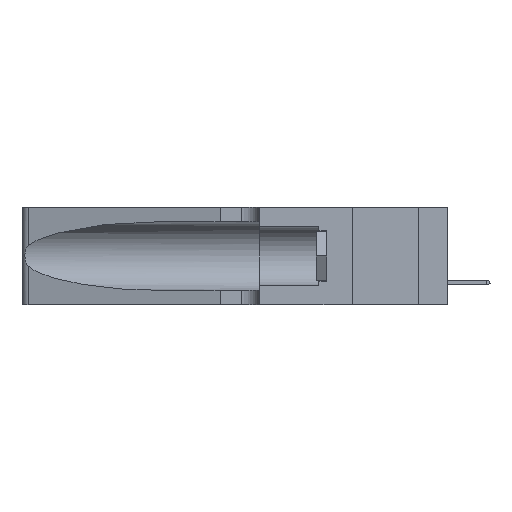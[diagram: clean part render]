
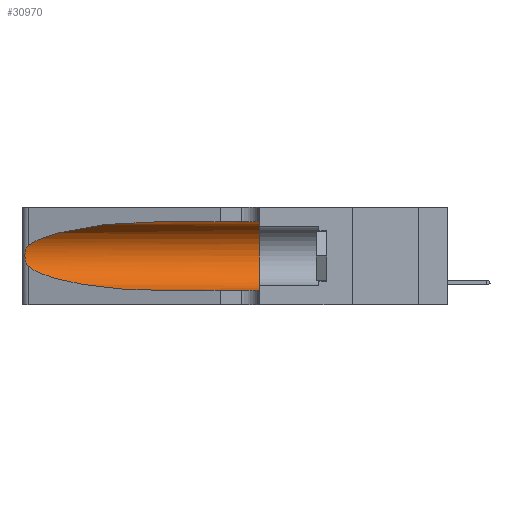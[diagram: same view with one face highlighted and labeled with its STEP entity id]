
A CAD part, left-side view. The second image highlights one B-rep face of the part: STEP entity #30970.
In plain terms, the highlighted cylindrical face has radius 3.308 mm (diameter 6.617 mm), a partial arc.
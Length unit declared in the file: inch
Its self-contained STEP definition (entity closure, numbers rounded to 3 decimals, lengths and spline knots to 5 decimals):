
#103 = CARTESIAN_POINT ( 'NONE',  ( 0.2373, 1.15595, 0.08982 ) ) ;
#145 = AXIS2_PLACEMENT_3D ( 'NONE', #1102, #29546, #9615 ) ;
#249 = VERTEX_POINT ( 'NONE', #2316 ) ;
#713 = CARTESIAN_POINT ( 'NONE',  ( 0.1305, 1.61858, 0.185 ) ) ;
#1102 = CARTESIAN_POINT ( 'NONE',  ( 0.1305, 0.35, 0.185 ) ) ;
#1888 = CARTESIAN_POINT ( 'NONE',  ( 0.1305, 1.61858, 0.31525 ) ) ;
#2150 = CARTESIAN_POINT ( 'NONE',  ( 0.25487, 1.22718, 0.22369 ) ) ;
#2316 = CARTESIAN_POINT ( 'NONE',  ( 0.1305, 0.35, 0.05475 ) ) ;
#2551 = VECTOR ( 'NONE', #4751, 39.37008 ) ;
#2842 = CARTESIAN_POINT ( 'NONE',  ( 0.1305, 0.72297, 0.05475 ) ) ;
#2900 = CARTESIAN_POINT ( 'NONE',  ( 0.1305, 0.72297, 0.05475 ) ) ;
#4751 = DIRECTION ( 'NONE',  ( 0., -1., 0. ) ) ;
#5188 = CIRCLE ( 'NONE', #145, 0.13025 ) ;
#6122 = ORIENTED_EDGE ( 'NONE', *, *, #29081, .F. ) ;
#6186 = CARTESIAN_POINT ( 'NONE',  ( 0.26018, 1.23835, 0.19895 ) ) ;
#6261 = EDGE_LOOP ( 'NONE', ( #18434, #24266, #34210, #15021, #19419, #6122 ) ) ;
#6308 = CARTESIAN_POINT ( 'NONE',  ( 0.26017, 1.23833, 0.17102 ) ) ;
#6931 = DIRECTION ( 'NONE',  ( 0., 0., -1. ) ) ;
#7773 = CYLINDRICAL_SURFACE ( 'NONE', #36629, 0.13025 ) ;
#8168 =( BOUNDED_CURVE ( )  B_SPLINE_CURVE ( 3, ( #15512, #32952, #33684, #2150 ),
 .UNSPECIFIED., .F., .F. ) 
 B_SPLINE_CURVE_WITH_KNOTS ( ( 4, 4 ),
 ( 1.5708, 2.84003 ),
 .UNSPECIFIED. ) 
 CURVE ( )  GEOMETRIC_REPRESENTATION_ITEM ( )  RATIONAL_B_SPLINE_CURVE ( ( 1., 0.87, 0.87, 1. ) ) 
 REPRESENTATION_ITEM ( '' )  );
#8342 = VERTEX_POINT ( 'NONE', #2900 ) ;
#9009 = VERTEX_POINT ( 'NONE', #21346 ) ;
#9569 = CARTESIAN_POINT ( 'NONE',  ( 0.25555, 1.22993, 0.14849 ) ) ;
#9615 = DIRECTION ( 'NONE',  ( 0., 0., 1. ) ) ;
#10057 = EDGE_CURVE ( 'NONE', #35624, #9009, #31356, .T. ) ;
#11381 = DIRECTION ( 'NONE',  ( 0., -1., 0. ) ) ;
#11384 = EDGE_CURVE ( 'NONE', #12917, #249, #5188, .T. ) ;
#11447 = CARTESIAN_POINT ( 'NONE',  ( 0.25487, 1.22718, 0.22369 ) ) ;
#12084 = EDGE_CURVE ( 'NONE', #8342, #249, #36468, .T. ) ;
#12674 = FACE_OUTER_BOUND ( 'NONE', #6261, .T. ) ;
#12917 = VERTEX_POINT ( 'NONE', #21170 ) ;
#14113 = EDGE_CURVE ( 'NONE', #9009, #8342, #21434, .T. ) ;
#14323 = VERTEX_POINT ( 'NONE', #26881 ) ;
#14821 = CARTESIAN_POINT ( 'NONE',  ( 0.25854, 1.2359, 0.20912 ) ) ;
#14939 = EDGE_CURVE ( 'NONE', #14323, #35624, #8168, .T. ) ;
#15021 = ORIENTED_EDGE ( 'NONE', *, *, #12084, .T. ) ;
#15512 = CARTESIAN_POINT ( 'NONE',  ( 0.1305, 0.72297, 0.31525 ) ) ;
#16730 = CARTESIAN_POINT ( 'NONE',  ( 0.1305, 1.61858, 0.05475 ) ) ;
#18071 = CARTESIAN_POINT ( 'NONE',  ( 0.25789, 1.23486, 0.15765 ) ) ;
#18187 = CARTESIAN_POINT ( 'NONE',  ( 0.26075, 1.23896, 0.178 ) ) ;
#18434 = ORIENTED_EDGE ( 'NONE', *, *, #14939, .T. ) ;
#19419 = ORIENTED_EDGE ( 'NONE', *, *, #11384, .F. ) ;
#19956 = CARTESIAN_POINT ( 'NONE',  ( 0.18966, 0.96281, 0.05475 ) ) ;
#21170 = CARTESIAN_POINT ( 'NONE',  ( 0.1305, 0.35, 0.31525 ) ) ;
#21194 = DIRECTION ( 'NONE',  ( 0., -1., 0. ) ) ;
#21346 = CARTESIAN_POINT ( 'NONE',  ( 0.25487, 1.22718, 0.14631 ) ) ;
#21434 =( BOUNDED_CURVE ( )  B_SPLINE_CURVE ( 3, ( #34368, #103, #19956, #2842 ),
 .UNSPECIFIED., .F., .F. ) 
 B_SPLINE_CURVE_WITH_KNOTS ( ( 4, 4 ),
 ( 3.44316, 4.71239 ),
 .UNSPECIFIED. ) 
 CURVE ( )  GEOMETRIC_REPRESENTATION_ITEM ( )  RATIONAL_B_SPLINE_CURVE ( ( 1., 0.87, 0.87, 1. ) ) 
 REPRESENTATION_ITEM ( '' )  );
#23360 = CARTESIAN_POINT ( 'NONE',  ( 0.25639, 1.23184, 0.21858 ) ) ;
#23713 = CARTESIAN_POINT ( 'NONE',  ( 0.25555, 1.22994, 0.2215 ) ) ;
#24266 = ORIENTED_EDGE ( 'NONE', *, *, #10057, .T. ) ;
#26240 = CARTESIAN_POINT ( 'NONE',  ( 0.26075, 1.23896, 0.19203 ) ) ;
#26881 = CARTESIAN_POINT ( 'NONE',  ( 0.1305, 0.72297, 0.31525 ) ) ;
#28927 = VECTOR ( 'NONE', #11381, 39.37008 ) ;
#29081 = EDGE_CURVE ( 'NONE', #14323, #12917, #30340, .T. ) ;
#29382 = CARTESIAN_POINT ( 'NONE',  ( 0.25639, 1.23186, 0.15144 ) ) ;
#29500 = CARTESIAN_POINT ( 'NONE',  ( 0.25856, 1.23593, 0.16098 ) ) ;
#29546 = DIRECTION ( 'NONE',  ( 0., 1., 0. ) ) ;
#30340 = LINE ( 'NONE', #1888, #2551 ) ;
#30970 = ADVANCED_FACE ( 'NONE', ( #12674 ), #7773, .F. ) ;
#31356 = B_SPLINE_CURVE_WITH_KNOTS ( 'NONE', 3,
 ( #31752, #23713, #23360, #32479, #14821, #6186, #26240, #18187, #6308, #29500, #18071, #29382, #9569, #32358 ),
 .UNSPECIFIED., .F., .F.,
 ( 4, 2, 2, 2, 2, 2, 4 ),
 ( 0., 0.00027, 0.00053, 0.00107, 0.0016, 0.00187, 0.00214 ),
 .UNSPECIFIED. ) ;
#31752 = CARTESIAN_POINT ( 'NONE',  ( 0.25487, 1.22718, 0.22369 ) ) ;
#32358 = CARTESIAN_POINT ( 'NONE',  ( 0.25487, 1.22718, 0.14631 ) ) ;
#32479 = CARTESIAN_POINT ( 'NONE',  ( 0.25787, 1.23484, 0.2124 ) ) ;
#32952 = CARTESIAN_POINT ( 'NONE',  ( 0.18966, 0.96281, 0.31525 ) ) ;
#33684 = CARTESIAN_POINT ( 'NONE',  ( 0.2373, 1.15595, 0.28018 ) ) ;
#34210 = ORIENTED_EDGE ( 'NONE', *, *, #14113, .T. ) ;
#34368 = CARTESIAN_POINT ( 'NONE',  ( 0.25487, 1.22718, 0.14631 ) ) ;
#35624 = VERTEX_POINT ( 'NONE', #11447 ) ;
#36468 = LINE ( 'NONE', #16730, #28927 ) ;
#36629 = AXIS2_PLACEMENT_3D ( 'NONE', #713, #21194, #6931 ) ;
